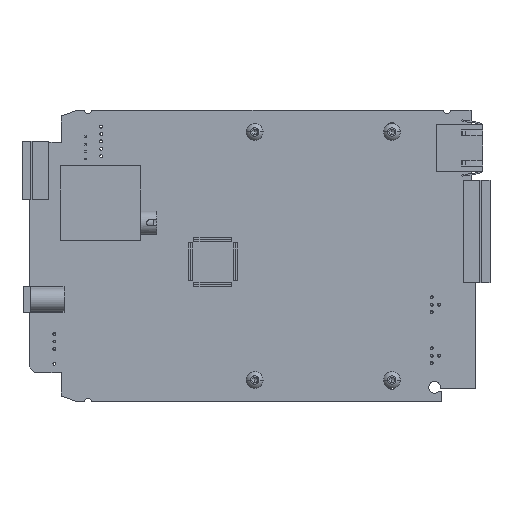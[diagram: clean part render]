
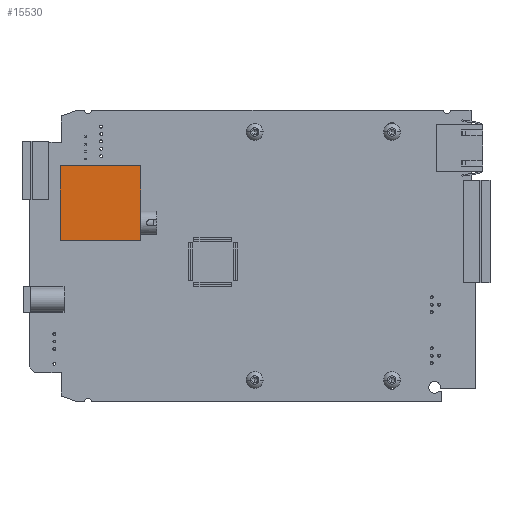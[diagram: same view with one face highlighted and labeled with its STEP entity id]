
A CAD part, front view. The second image highlights one B-rep face of the part: STEP entity #15530.
In plain terms, the highlighted face is planar.
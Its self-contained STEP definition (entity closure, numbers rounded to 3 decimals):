
#418 = LINE ( 'NONE', #33357, #12073 ) ;
#578 = ORIENTED_EDGE ( 'NONE', *, *, #21766, .T. ) ;
#3261 = FACE_OUTER_BOUND ( 'NONE', #17110, .T. ) ;
#3786 = CARTESIAN_POINT ( 'NONE',  ( 0., 10., 0. ) ) ;
#5867 = LINE ( 'NONE', #29546, #21932 ) ;
#6342 = DIRECTION ( 'NONE',  ( 0., 0., -1. ) ) ;
#6448 = DIRECTION ( 'NONE',  ( 0., 0., 1. ) ) ;
#7617 = CARTESIAN_POINT ( 'NONE',  ( 13.75, 10., -12.75 ) ) ;
#11512 = ORIENTED_EDGE ( 'NONE', *, *, #28097, .T. ) ;
#11673 = VERTEX_POINT ( 'NONE', #26051 ) ;
#12073 = VECTOR ( 'NONE', #6448, 1000. ) ;
#13957 = VERTEX_POINT ( 'NONE', #22518 ) ;
#14091 = DIRECTION ( 'NONE',  ( 0., 1., 0. ) ) ;
#14458 = AXIS2_PLACEMENT_3D ( 'NONE', #3786, #14091, #32825 ) ;
#14522 = LINE ( 'NONE', #22031, #14656 ) ;
#14656 = VECTOR ( 'NONE', #6342, 1000. ) ;
#15422 = DIRECTION ( 'NONE',  ( -1., 0., 0. ) ) ;
#15530 = ADVANCED_FACE ( 'NONE', ( #3261 ), #30141, .T. ) ;
#17110 = EDGE_LOOP ( 'NONE', ( #578, #11512, #22466, #26523 ) ) ;
#18641 = LINE ( 'NONE', #7617, #28254 ) ;
#19507 = EDGE_CURVE ( 'NONE', #13957, #30235, #14522, .T. ) ;
#21766 = EDGE_CURVE ( 'NONE', #11673, #28267, #418, .T. ) ;
#21924 = CARTESIAN_POINT ( 'NONE',  ( 13.75, 10., -12.75 ) ) ;
#21932 = VECTOR ( 'NONE', #26884, 1000. ) ;
#22031 = CARTESIAN_POINT ( 'NONE',  ( 13.75, 10., 12.75 ) ) ;
#22466 = ORIENTED_EDGE ( 'NONE', *, *, #19507, .T. ) ;
#22518 = CARTESIAN_POINT ( 'NONE',  ( 13.75, 10., 12.75 ) ) ;
#26051 = CARTESIAN_POINT ( 'NONE',  ( -13.75, 10., -12.75 ) ) ;
#26523 = ORIENTED_EDGE ( 'NONE', *, *, #30470, .T. ) ;
#26884 = DIRECTION ( 'NONE',  ( 1., 0., 0. ) ) ;
#28097 = EDGE_CURVE ( 'NONE', #28267, #13957, #5867, .T. ) ;
#28254 = VECTOR ( 'NONE', #15422, 1000. ) ;
#28267 = VERTEX_POINT ( 'NONE', #31142 ) ;
#29546 = CARTESIAN_POINT ( 'NONE',  ( 13.75, 10., 12.75 ) ) ;
#30141 = PLANE ( 'NONE',  #14458 ) ;
#30235 = VERTEX_POINT ( 'NONE', #21924 ) ;
#30470 = EDGE_CURVE ( 'NONE', #30235, #11673, #18641, .T. ) ;
#31142 = CARTESIAN_POINT ( 'NONE',  ( -13.75, 10., 12.75 ) ) ;
#32825 = DIRECTION ( 'NONE',  ( 1., 0., 0. ) ) ;
#33357 = CARTESIAN_POINT ( 'NONE',  ( -13.75, 10., 12.75 ) ) ;
